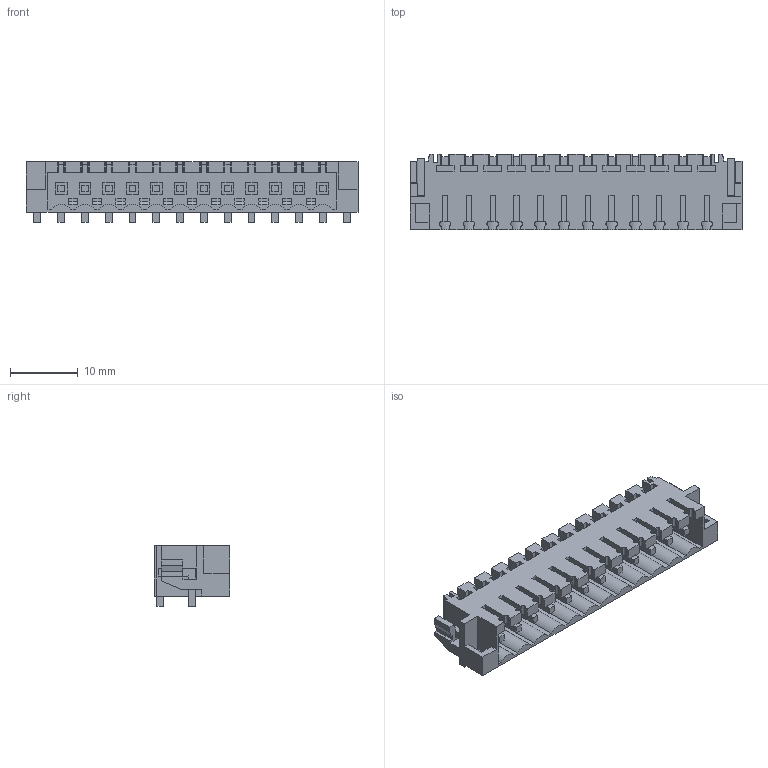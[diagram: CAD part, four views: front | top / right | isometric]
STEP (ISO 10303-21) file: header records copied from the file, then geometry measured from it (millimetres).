
FILE_DESCRIPTION(('CATIA V5 STEP Exchange','CAx-IF Rec.Pracs.--- Model Styling and Organization---1.2---2011-12-15'),'2;1');
FILE_NAME ('D1446208_0_1000670000_1000670000.stp','2018-03-10T07:22:08+00:00',('none'),('Weidmueller'),'CATIA Version 5-6 Release 2014','CATIA V5 STEP AP214','none');
FILE_SCHEMA(('AUTOMOTIVE_DESIGN { 1 0 10303 214 1 1 1 1 }'));
Length unit declared in the file: millimetre
Products named in the file (1): 1000670000
Bounding box: 48.85 x 11.05 x 8.95 mm (x, y, z)
Volume: 1697.9 mm3; surface area: 4532.2 mm2
Topology: 15 solids, 15 shells, 888 faces, 2710 edges, 1873 vertices
Faces by surface type: plane 828, cylinder 60
Entity records: 27776 total; most frequent: ORIENTED_EDGE 5420, CARTESIAN_POINT 5035, DIRECTION 3594, EDGE_CURVE 2710, VECTOR 2584, LINE 2584, VERTEX_POINT 1873, EDGE_LOOP 937
